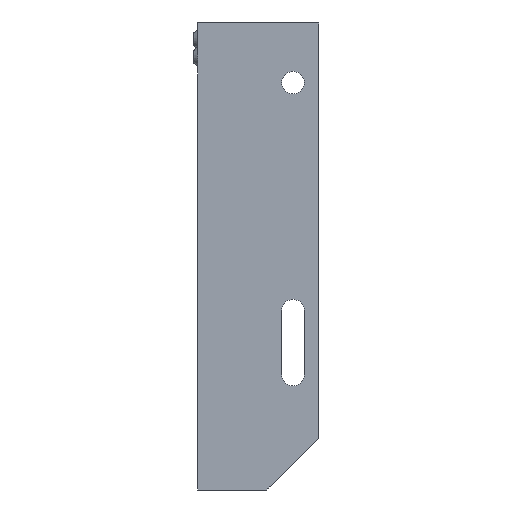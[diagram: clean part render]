
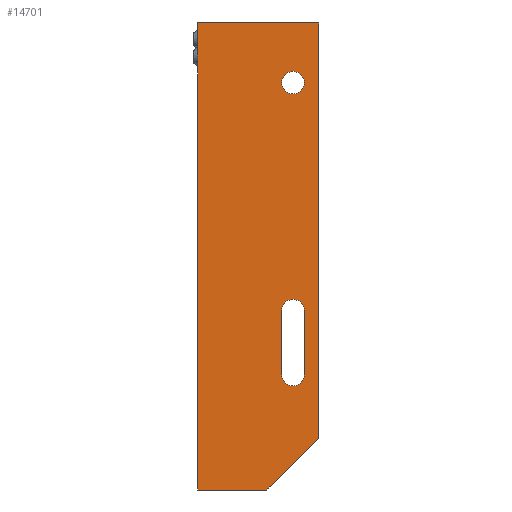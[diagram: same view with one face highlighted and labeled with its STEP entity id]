
A CAD part, left-side view. The second image highlights one B-rep face of the part: STEP entity #14701.
In plain terms, the highlighted planar face has unit normal (-1, 0, 0).
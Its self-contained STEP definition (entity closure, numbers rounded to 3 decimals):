
#173 = CARTESIAN_POINT ( 'NONE',  ( -300., 15., -35. ) ) ;
#391 = DIRECTION ( 'NONE',  ( 1., 0., 0. ) ) ;
#452 = EDGE_CURVE ( 'NONE', #24033, #16160, #10870, .T. ) ;
#606 = LINE ( 'NONE', #21161, #24990 ) ;
#674 = CIRCLE ( 'NONE', #7961, 6.5 ) ;
#792 = DIRECTION ( 'NONE',  ( 1., 0., 0. ) ) ;
#1037 = CARTESIAN_POINT ( 'NONE',  ( -300., 8.5, -166.5 ) ) ;
#1099 = CARTESIAN_POINT ( 'NONE',  ( -300., 15., -166.5 ) ) ;
#1950 = FACE_BOUND ( 'NONE', #5074, .T. ) ;
#2243 = VERTEX_POINT ( 'NONE', #3088 ) ;
#2876 = DIRECTION ( 'NONE',  ( 0., 0., 1. ) ) ;
#3088 = CARTESIAN_POINT ( 'NONE',  ( -300., 30., -270. ) ) ;
#3180 = DIRECTION ( 'NONE',  ( 0., 1., 0. ) ) ;
#3301 = CARTESIAN_POINT ( 'NONE',  ( -300., 70., -270. ) ) ;
#3521 = VECTOR ( 'NONE', #18914, 1000. ) ;
#3597 = EDGE_CURVE ( 'NONE', #11536, #7071, #13745, .T. ) ;
#3935 = DIRECTION ( 'NONE',  ( 1., 0., 0. ) ) ;
#4200 = EDGE_CURVE ( 'NONE', #6816, #22382, #11859, .T. ) ;
#4201 = CARTESIAN_POINT ( 'NONE',  ( -300., 15., -203.5 ) ) ;
#4717 = VERTEX_POINT ( 'NONE', #22032 ) ;
#5074 = EDGE_LOOP ( 'NONE', ( #12239, #21168 ) ) ;
#5090 = EDGE_LOOP ( 'NONE', ( #8955, #12256, #14041, #12532, #8612 ) ) ;
#5701 = CARTESIAN_POINT ( 'NONE',  ( -300., 70., 0. ) ) ;
#5839 = DIRECTION ( 'NONE',  ( 0., 0., -1. ) ) ;
#5845 = CARTESIAN_POINT ( 'NONE',  ( -300., 70., 0. ) ) ;
#6076 = VECTOR ( 'NONE', #17301, 1000. ) ;
#6439 = LINE ( 'NONE', #5701, #21556 ) ;
#6703 = CARTESIAN_POINT ( 'NONE',  ( -300., 15., -28.5 ) ) ;
#6816 = VERTEX_POINT ( 'NONE', #5845 ) ;
#6931 = CARTESIAN_POINT ( 'NONE',  ( -300., 0., 0. ) ) ;
#7071 = VERTEX_POINT ( 'NONE', #17943 ) ;
#7188 = VECTOR ( 'NONE', #3180, 1000. ) ;
#7372 = VERTEX_POINT ( 'NONE', #1037 ) ;
#7455 = DIRECTION ( 'NONE',  ( 0., -1., 0. ) ) ;
#7639 = CARTESIAN_POINT ( 'NONE',  ( -300., 21.5, -166.5 ) ) ;
#7961 = AXIS2_PLACEMENT_3D ( 'NONE', #1099, #16740, #14940 ) ;
#8129 = LINE ( 'NONE', #8978, #3521 ) ;
#8606 = AXIS2_PLACEMENT_3D ( 'NONE', #6931, #792, #2876 ) ;
#8612 = ORIENTED_EDGE ( 'NONE', *, *, #15187, .T. ) ;
#8821 = CIRCLE ( 'NONE', #10466, 6.5 ) ;
#8914 = EDGE_CURVE ( 'NONE', #12184, #6816, #6439, .T. ) ;
#8955 = ORIENTED_EDGE ( 'NONE', *, *, #25363, .T. ) ;
#8978 = CARTESIAN_POINT ( 'NONE',  ( -300., 21.5, -203.5 ) ) ;
#9040 = LINE ( 'NONE', #20752, #7188 ) ;
#9414 = LINE ( 'NONE', #15730, #24521 ) ;
#9910 = DIRECTION ( 'NONE',  ( 0., 0., -1. ) ) ;
#10076 = LINE ( 'NONE', #19441, #6076 ) ;
#10105 = DIRECTION ( 'NONE',  ( 0., 0., -1. ) ) ;
#10189 = EDGE_CURVE ( 'NONE', #4717, #2243, #10076, .T. ) ;
#10466 = AXIS2_PLACEMENT_3D ( 'NONE', #173, #24073, #20027 ) ;
#10593 = FACE_BOUND ( 'NONE', #5090, .T. ) ;
#10687 = CARTESIAN_POINT ( 'NONE',  ( -300., 0., 0. ) ) ;
#10870 = CIRCLE ( 'NONE', #14546, 6.5 ) ;
#11536 = VERTEX_POINT ( 'NONE', #12981 ) ;
#11859 = LINE ( 'NONE', #17389, #20466 ) ;
#12184 = VERTEX_POINT ( 'NONE', #3301 ) ;
#12239 = ORIENTED_EDGE ( 'NONE', *, *, #452, .T. ) ;
#12246 = CARTESIAN_POINT ( 'NONE',  ( -300., 15., -35. ) ) ;
#12256 = ORIENTED_EDGE ( 'NONE', *, *, #3597, .T. ) ;
#12309 = CARTESIAN_POINT ( 'NONE',  ( -300., 15., -41.5 ) ) ;
#12532 = ORIENTED_EDGE ( 'NONE', *, *, #13586, .T. ) ;
#12981 = CARTESIAN_POINT ( 'NONE',  ( -300., 8.5, -203.5 ) ) ;
#13586 = EDGE_CURVE ( 'NONE', #22546, #14429, #8129, .T. ) ;
#13745 = CIRCLE ( 'NONE', #20501, 6.5 ) ;
#14041 = ORIENTED_EDGE ( 'NONE', *, *, #17775, .T. ) ;
#14309 = AXIS2_PLACEMENT_3D ( 'NONE', #17651, #23818, #10105 ) ;
#14429 = VERTEX_POINT ( 'NONE', #7639 ) ;
#14515 = ORIENTED_EDGE ( 'NONE', *, *, #20491, .F. ) ;
#14546 = AXIS2_PLACEMENT_3D ( 'NONE', #12246, #391, #16218 ) ;
#14701 = ADVANCED_FACE ( 'NONE', ( #10593, #1950, #21077 ), #14727, .F. ) ;
#14727 = PLANE ( 'NONE',  #8606 ) ;
#14940 = DIRECTION ( 'NONE',  ( 0., 0., -1. ) ) ;
#15187 = EDGE_CURVE ( 'NONE', #14429, #7372, #674, .T. ) ;
#15252 = EDGE_CURVE ( 'NONE', #2243, #12184, #9040, .T. ) ;
#15730 = CARTESIAN_POINT ( 'NONE',  ( -300., 8.5, -166.5 ) ) ;
#15820 = DIRECTION ( 'NONE',  ( 0., 0., 1. ) ) ;
#16160 = VERTEX_POINT ( 'NONE', #6703 ) ;
#16218 = DIRECTION ( 'NONE',  ( 0., 0., -1. ) ) ;
#16740 = DIRECTION ( 'NONE',  ( 1., 0., 0. ) ) ;
#17244 = ORIENTED_EDGE ( 'NONE', *, *, #8914, .F. ) ;
#17301 = DIRECTION ( 'NONE',  ( 0., 0.707, -0.707 ) ) ;
#17389 = CARTESIAN_POINT ( 'NONE',  ( -300., 0., 0. ) ) ;
#17651 = CARTESIAN_POINT ( 'NONE',  ( -300., 15., -203.5 ) ) ;
#17775 = EDGE_CURVE ( 'NONE', #7071, #22546, #19438, .T. ) ;
#17943 = CARTESIAN_POINT ( 'NONE',  ( -300., 15., -210. ) ) ;
#18914 = DIRECTION ( 'NONE',  ( 0., 0., 1. ) ) ;
#19083 = ORIENTED_EDGE ( 'NONE', *, *, #15252, .F. ) ;
#19438 = CIRCLE ( 'NONE', #14309, 6.5 ) ;
#19441 = CARTESIAN_POINT ( 'NONE',  ( -300., 30., -270. ) ) ;
#20027 = DIRECTION ( 'NONE',  ( 0., 0., -1. ) ) ;
#20466 = VECTOR ( 'NONE', #7455, 1000. ) ;
#20491 = EDGE_CURVE ( 'NONE', #22382, #4717, #606, .T. ) ;
#20501 = AXIS2_PLACEMENT_3D ( 'NONE', #4201, #3935, #5839 ) ;
#20752 = CARTESIAN_POINT ( 'NONE',  ( -300., 70., -270. ) ) ;
#21077 = FACE_OUTER_BOUND ( 'NONE', #21369, .T. ) ;
#21161 = CARTESIAN_POINT ( 'NONE',  ( -300., 0., -240. ) ) ;
#21168 = ORIENTED_EDGE ( 'NONE', *, *, #24931, .T. ) ;
#21246 = DIRECTION ( 'NONE',  ( 0., 0., -1. ) ) ;
#21369 = EDGE_LOOP ( 'NONE', ( #14515, #21534, #17244, #19083, #22740 ) ) ;
#21534 = ORIENTED_EDGE ( 'NONE', *, *, #4200, .F. ) ;
#21556 = VECTOR ( 'NONE', #15820, 1000. ) ;
#22032 = CARTESIAN_POINT ( 'NONE',  ( -300., 0., -240. ) ) ;
#22382 = VERTEX_POINT ( 'NONE', #10687 ) ;
#22486 = CARTESIAN_POINT ( 'NONE',  ( -300., 21.5, -203.5 ) ) ;
#22546 = VERTEX_POINT ( 'NONE', #22486 ) ;
#22740 = ORIENTED_EDGE ( 'NONE', *, *, #10189, .F. ) ;
#23818 = DIRECTION ( 'NONE',  ( 1., 0., 0. ) ) ;
#24033 = VERTEX_POINT ( 'NONE', #12309 ) ;
#24073 = DIRECTION ( 'NONE',  ( 1., 0., 0. ) ) ;
#24521 = VECTOR ( 'NONE', #9910, 1000. ) ;
#24931 = EDGE_CURVE ( 'NONE', #16160, #24033, #8821, .T. ) ;
#24990 = VECTOR ( 'NONE', #21246, 1000. ) ;
#25363 = EDGE_CURVE ( 'NONE', #7372, #11536, #9414, .T. ) ;
